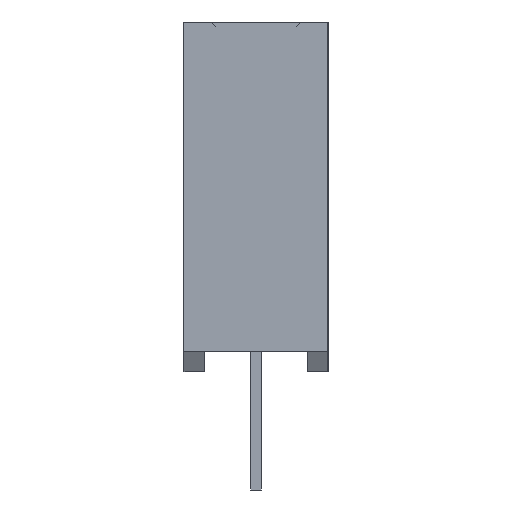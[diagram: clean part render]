
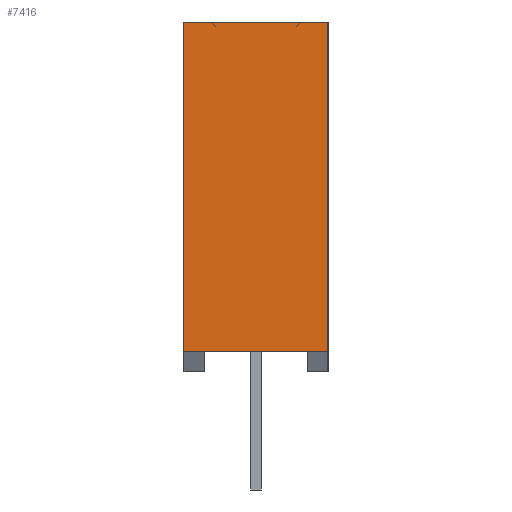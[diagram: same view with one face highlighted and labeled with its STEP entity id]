
A CAD part, left-side view. The second image highlights one B-rep face of the part: STEP entity #7416.
In plain terms, the highlighted planar face has unit normal (-1, 0, 0).
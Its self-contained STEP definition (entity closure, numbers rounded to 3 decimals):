
#80=DIRECTION('',(0.,1.,0.));
#81=VECTOR('',#80,3.556);
#82=CARTESIAN_POINT('',(-20.32,-1.778,0.));
#83=LINE('',#82,#81);
#360=DIRECTION('',(0.,0.,-1.));
#361=VECTOR('',#360,8.128);
#362=CARTESIAN_POINT('',(-20.32,1.778,0.));
#363=LINE('',#362,#361);
#792=DIRECTION('',(0.,1.,0.));
#793=VECTOR('',#792,3.556);
#794=CARTESIAN_POINT('',(-20.32,-1.778,-8.128));
#795=LINE('',#794,#793);
#1768=DIRECTION('',(0.,0.,-1.));
#1769=VECTOR('',#1768,8.128);
#1770=CARTESIAN_POINT('',(-20.32,-1.778,0.));
#1771=LINE('',#1770,#1769);
#4380=CARTESIAN_POINT('',(-20.32,-1.778,0.));
#4381=VERTEX_POINT('',#4380);
#4382=CARTESIAN_POINT('',(-20.32,1.778,0.));
#4383=VERTEX_POINT('',#4382);
#4388=CARTESIAN_POINT('',(-20.32,-1.778,-8.128));
#4389=CARTESIAN_POINT('',(-20.32,1.778,-8.128));
#4390=VERTEX_POINT('',#4388);
#4391=VERTEX_POINT('',#4389);
#7405=CARTESIAN_POINT('',(-20.32,-1.778,0.));
#7406=DIRECTION('',(-1.,0.,0.));
#7407=DIRECTION('',(0.,1.,0.));
#7408=AXIS2_PLACEMENT_3D('',#7405,#7406,#7407);
#7409=PLANE('',#7408);
#7410=ORIENTED_EDGE('',*,*,#5777,.F.);
#7411=ORIENTED_EDGE('',*,*,#6631,.T.);
#7412=ORIENTED_EDGE('',*,*,#6211,.T.);
#7413=ORIENTED_EDGE('',*,*,#5976,.F.);
#7414=EDGE_LOOP('',(#7410,#7411,#7412,#7413));
#7415=FACE_OUTER_BOUND('',#7414,.F.);
#7416=ADVANCED_FACE('',(#7415),#7409,.T.);
#5777=EDGE_CURVE('',#4381,#4383,#83,.T.);
#5976=EDGE_CURVE('',#4383,#4391,#363,.T.);
#6211=EDGE_CURVE('',#4390,#4391,#795,.T.);
#6631=EDGE_CURVE('',#4381,#4390,#1771,.T.);
